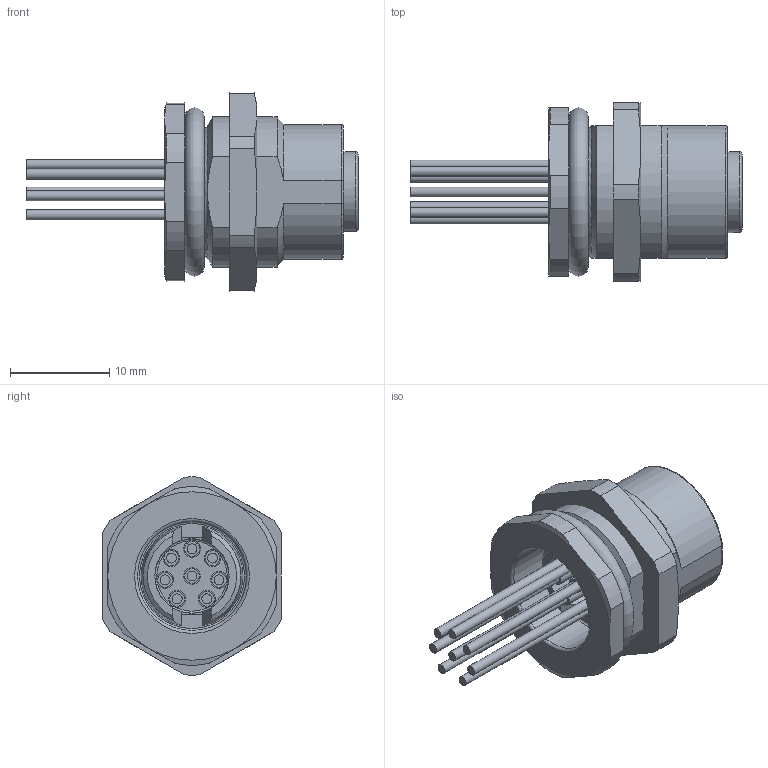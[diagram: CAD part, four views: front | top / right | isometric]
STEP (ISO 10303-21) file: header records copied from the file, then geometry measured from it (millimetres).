
FILE_DESCRIPTION(/* description */ (''),/* implementation_level */ '2;1');
FILE_NAME(/* name */ '09-3482-116-08_bg.stp',/* time_stamp */ '2010-04-21T14:13:52+02:00',/* author */ (''),/* organization */ (''),/* preprocessor_version */ 'ST-DEVELOPER v11',/* originating_system */ 'UGS - NX 5.0',/* authorisation */ '');
FILE_SCHEMA (('CONFIG_CONTROL_DESIGN'));
Length unit declared in the file: millimetre
Products named in the file (1): kbor047E7spu
Bounding box: 33.5 x 18 x 19.99 mm (x, y, z)
Volume: 2839.6 mm3; surface area: 3822.3 mm2
Topology: 4 solids, 4 shells, 269 faces, 687 edges, 452 vertices
Faces by surface type: plane 125, cylinder 72, cone 60, torus 12
Full cylindrical faces by diameter (mm): 0.9 x16, 1 x8, 1.5 x8, 1.7 x8, 7.5 x1, 8.2 x1, 10.917 x1, 11 x1, 12.2 x1, 13.8 x1
Entity records: 7794 total; most frequent: CARTESIAN_POINT 1877, DIRECTION 1252, ORIENTED_EDGE 1086, AXIS2_PLACEMENT_3D 562, EDGE_CURVE 543, VERTEX_POINT 397, EDGE_LOOP 376, ADVANCED_FACE 269
